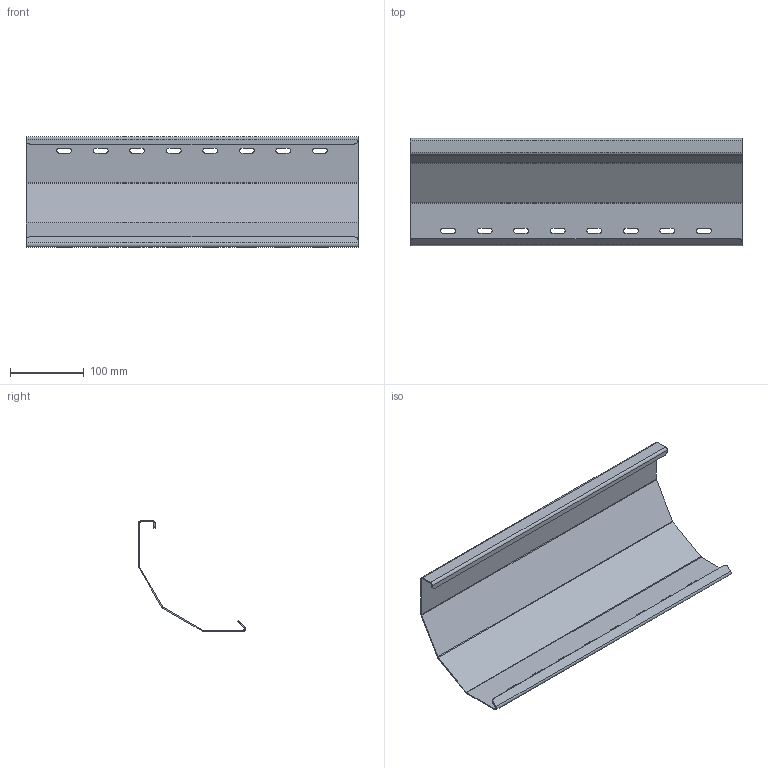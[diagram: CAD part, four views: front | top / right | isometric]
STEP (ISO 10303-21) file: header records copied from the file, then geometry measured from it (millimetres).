
FILE_DESCRIPTION (( 'STEP AP203' ), '1' );
FILE_NAME ('LE-SK00-500 LESTA Ñïóñê êàáåëÿ ëåñòí. îñí. 500ìì IEK.STEP', '2023-03-23T06:17:58', ( '' ), ( '' ), 'SwSTEP 2.0', 'SolidWorks 2022', '' );
FILE_SCHEMA (( 'CONFIG_CONTROL_DESIGN' ));
Length unit declared in the file: millimetre
Products named in the file (1): LE-SK00-500 LESTA Спуск кабеля лестн. осн. 500мм IEK
Bounding box: 450 x 145.04 x 150 mm (x, y, z)
Volume: 191725.3 mm3; surface area: 258988.7 mm2
Topology: 1 solids, 1 shells, 122 faces, 312 edges, 192 vertices
Faces by surface type: plane 74, cylinder 48
Entity records: 3789 total; most frequent: DIRECTION 654, CARTESIAN_POINT 627, ORIENTED_EDGE 624, EDGE_CURVE 312, AXIS2_PLACEMENT_3D 219, VECTOR 216, LINE 216, VERTEX_POINT 192
